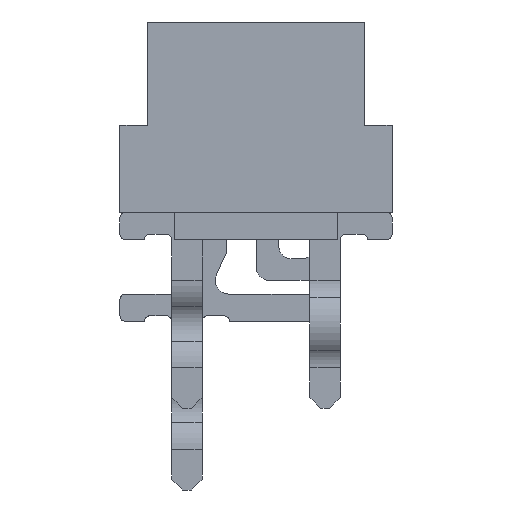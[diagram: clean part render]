
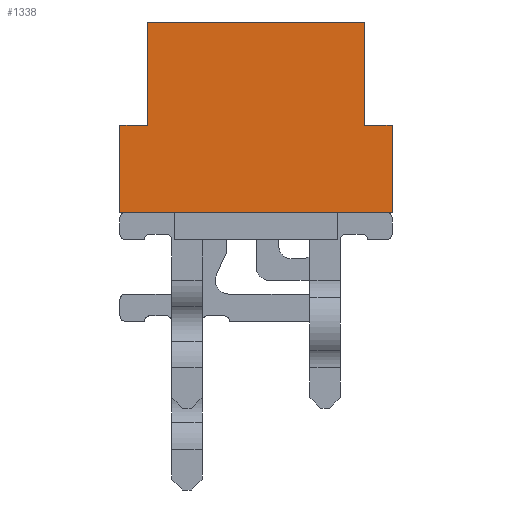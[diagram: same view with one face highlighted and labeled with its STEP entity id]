
A CAD part, left-side view. The second image highlights one B-rep face of the part: STEP entity #1338.
In plain terms, the highlighted planar face has unit normal (-1, 0, 0).
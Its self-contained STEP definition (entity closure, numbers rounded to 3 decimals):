
#1338 = ADVANCED_FACE( '', ( #3234 ), #3235, .F. );
#3234 = FACE_OUTER_BOUND( '', #4829, .T. );
#3235 = PLANE( '', #4830 );
#4829 = EDGE_LOOP( '', ( #11004, #11005, #11006, #11007, #11008, #11009, #11010, #11011 ) );
#4830 = AXIS2_PLACEMENT_3D( '', #11012, #11013, #11014 );
#11004 = ORIENTED_EDGE( '', *, *, #11472, .T. );
#11005 = ORIENTED_EDGE( '', *, *, #13281, .F. );
#11006 = ORIENTED_EDGE( '', *, *, #13434, .F. );
#11007 = ORIENTED_EDGE( '', *, *, #13399, .F. );
#11008 = ORIENTED_EDGE( '', *, *, #13398, .T. );
#11009 = ORIENTED_EDGE( '', *, *, #13348, .T. );
#11010 = ORIENTED_EDGE( '', *, *, #13322, .F. );
#11011 = ORIENTED_EDGE( '', *, *, #13308, .T. );
#11012 = CARTESIAN_POINT( '', ( -16.27, 2.5, 1.6 ) );
#11013 = DIRECTION( '', ( 1., 0., 0. ) );
#11014 = DIRECTION( '', ( 0., 0., -1. ) );
#11472 = EDGE_CURVE( '', #13676, #13677, #13678, .T. );
#13281 = EDGE_CURVE( '', #16670, #13677, #16672, .T. );
#13308 = EDGE_CURVE( '', #16722, #13676, #16723, .T. );
#13322 = EDGE_CURVE( '', #16722, #16744, #16748, .T. );
#13348 = EDGE_CURVE( '', #16787, #16744, #16792, .T. );
#13398 = EDGE_CURVE( '', #16866, #16787, #16869, .T. );
#13399 = EDGE_CURVE( '', #16866, #16870, #16871, .T. );
#13434 = EDGE_CURVE( '', #16870, #16670, #16917, .T. );
#13676 = VERTEX_POINT( '', #16922 );
#13677 = VERTEX_POINT( '', #16923 );
#13678 = LINE( '', #16924, #16925 );
#16670 = VERTEX_POINT( '', #21722 );
#16672 = LINE( '', #21725, #21726 );
#16722 = VERTEX_POINT( '', #21796 );
#16723 = LINE( '', #21797, #21798 );
#16744 = VERTEX_POINT( '', #21826 );
#16748 = LINE( '', #21832, #21833 );
#16787 = VERTEX_POINT( '', #21894 );
#16792 = LINE( '', #21902, #21903 );
#16866 = VERTEX_POINT( '', #22024 );
#16869 = LINE( '', #22029, #22030 );
#16870 = VERTEX_POINT( '', #22031 );
#16871 = LINE( '', #22032, #22033 );
#16917 = LINE( '', #22109, #22110 );
#16922 = CARTESIAN_POINT( '', ( -16.27, 2.5, 0. ) );
#16923 = CARTESIAN_POINT( '', ( -16.27, -2.5, 0. ) );
#16924 = CARTESIAN_POINT( '', ( -16.27, 2.5, 0. ) );
#16925 = VECTOR( '', #22118, 1000. );
#21722 = CARTESIAN_POINT( '', ( -16.27, -2.5, 1.6 ) );
#21725 = CARTESIAN_POINT( '', ( -16.27, -2.5, 1.6 ) );
#21726 = VECTOR( '', #23931, 1000. );
#21796 = CARTESIAN_POINT( '', ( -16.27, 2.5, 1.6 ) );
#21797 = CARTESIAN_POINT( '', ( -16.27, 2.5, 1.6 ) );
#21798 = VECTOR( '', #23970, 1000. );
#21826 = CARTESIAN_POINT( '', ( -16.27, 2., 1.6 ) );
#21832 = CARTESIAN_POINT( '', ( -16.27, 2.5, 1.6 ) );
#21833 = VECTOR( '', #23992, 1000. );
#21894 = CARTESIAN_POINT( '', ( -16.27, 2., 3.5 ) );
#21902 = CARTESIAN_POINT( '', ( -16.27, 2., 3.5 ) );
#21903 = VECTOR( '', #24018, 1000. );
#22024 = CARTESIAN_POINT( '', ( -16.27, -2., 3.5 ) );
#22029 = CARTESIAN_POINT( '', ( -16.27, -2., 3.5 ) );
#22030 = VECTOR( '', #24068, 1000. );
#22031 = CARTESIAN_POINT( '', ( -16.27, -2., 1.6 ) );
#22032 = CARTESIAN_POINT( '', ( -16.27, -2., 3.5 ) );
#22033 = VECTOR( '', #24069, 1000. );
#22109 = CARTESIAN_POINT( '', ( -16.27, 2.5, 1.6 ) );
#22110 = VECTOR( '', #24112, 1000. );
#22118 = DIRECTION( '', ( 0., -1., 0. ) );
#23931 = DIRECTION( '', ( 0., 0., -1. ) );
#23970 = DIRECTION( '', ( 0., 0., -1. ) );
#23992 = DIRECTION( '', ( 0., -1., 0. ) );
#24018 = DIRECTION( '', ( 0., 0., -1. ) );
#24068 = DIRECTION( '', ( 0., 1., 0. ) );
#24069 = DIRECTION( '', ( 0., 0., -1. ) );
#24112 = DIRECTION( '', ( 0., -1., 0. ) );
